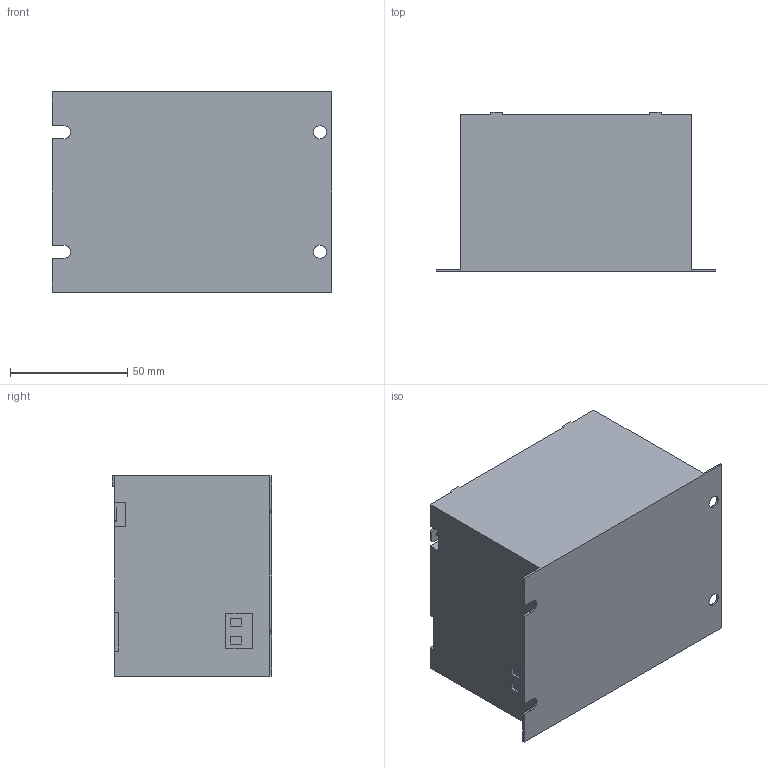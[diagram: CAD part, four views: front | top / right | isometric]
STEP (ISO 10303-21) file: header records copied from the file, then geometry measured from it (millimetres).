
FILE_DESCRIPTION (( 'STEP AP214' ), '1' );
FILE_NAME ('774163.STEP', '2023-09-11T08:26:32', ( '' ), ( '' ), 'SwSTEP 2.0', 'SolidWorks 2018', '' );
FILE_SCHEMA (( 'AUTOMOTIVE_DESIGN' ));
Length unit declared in the file: millimetre
Products named in the file (1): 774163
Bounding box: 119 x 67.8 x 85.3 mm (x, y, z)
Volume: 555062.2 mm3; surface area: 48212.9 mm2
Topology: 1 solids, 1 shells, 276 faces, 713 edges, 478 vertices
Faces by surface type: plane 241, cylinder 35
Entity records: 8361 total; most frequent: CARTESIAN_POINT 1468, ORIENTED_EDGE 1426, DIRECTION 1337, EDGE_CURVE 713, LINE 643, VECTOR 643, VERTEX_POINT 478, AXIS2_PLACEMENT_3D 347
